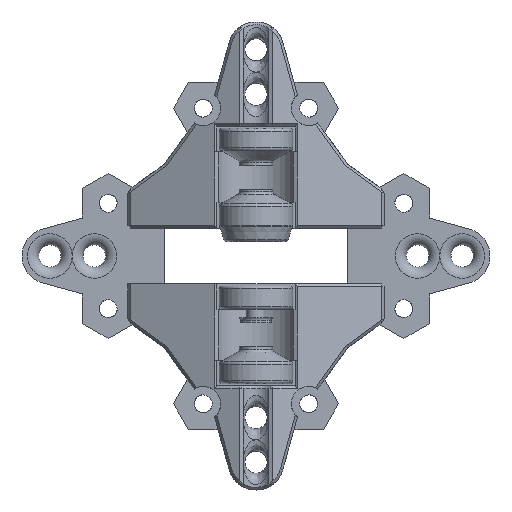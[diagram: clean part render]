
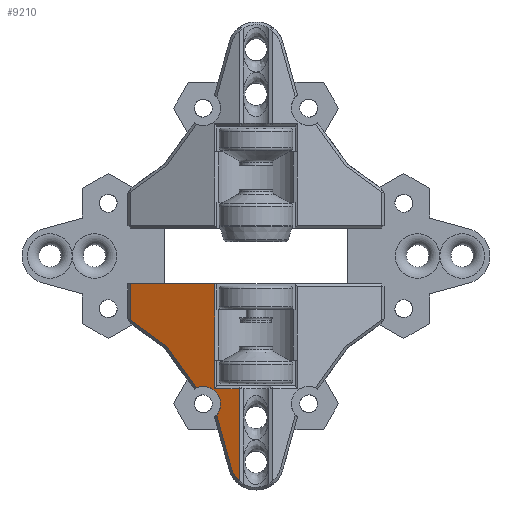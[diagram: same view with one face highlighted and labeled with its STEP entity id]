
A CAD part, front view. The second image highlights one B-rep face of the part: STEP entity #9210.
In plain terms, the highlighted face is planar.
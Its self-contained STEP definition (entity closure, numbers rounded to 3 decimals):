
#62=ELLIPSE('',#9957,4.105,3.541);
#87=ELLIPSE('',#10189,3.382,3.125);
#720=PLANE('',#10188);
#1194=FACE_OUTER_BOUND('',#1766,.T.);
#1766=EDGE_LOOP('',(#8107,#8108,#8109,#8110,#8111,#8112,#8113,#8114,#8115,
#8116,#8117,#8118,#8119,#8120));
#2153=LINE('',#15869,#2822);
#2163=LINE('',#15897,#2832);
#2269=LINE('',#16696,#2938);
#2271=LINE('',#16699,#2940);
#2276=LINE('',#16708,#2945);
#2294=LINE('',#16763,#2963);
#2310=LINE('',#16801,#2979);
#2312=LINE('',#16805,#2981);
#2316=LINE('',#16815,#2985);
#2322=LINE('',#16831,#2991);
#2328=LINE('',#16869,#2997);
#2347=LINE('',#17221,#3016);
#2822=VECTOR('',#11638,10.);
#2832=VECTOR('',#11662,10.);
#2938=VECTOR('',#11880,10.);
#2940=VECTOR('',#11884,10.);
#2945=VECTOR('',#11891,10.);
#2963=VECTOR('',#11919,10.);
#2979=VECTOR('',#11945,10.);
#2981=VECTOR('',#11949,10.);
#2985=VECTOR('',#11957,10.);
#2991=VECTOR('',#11969,10.);
#2997=VECTOR('',#11979,10.);
#3016=VECTOR('',#12020,10.);
#4140=VERTEX_POINT('',#15866);
#4141=VERTEX_POINT('',#15868);
#4152=VERTEX_POINT('',#15896);
#4243=VERTEX_POINT('',#16678);
#4249=VERTEX_POINT('',#16693);
#4250=VERTEX_POINT('',#16695);
#4252=VERTEX_POINT('',#16704);
#4286=VERTEX_POINT('',#16798);
#4287=VERTEX_POINT('',#16800);
#4288=VERTEX_POINT('',#16804);
#4292=VERTEX_POINT('',#16814);
#4296=VERTEX_POINT('',#16827);
#4300=VERTEX_POINT('',#16839);
#4305=VERTEX_POINT('',#16904);
#5206=EDGE_CURVE('',#4140,#4141,#2153,.T.);
#5220=EDGE_CURVE('',#4141,#4152,#2163,.T.);
#5367=EDGE_CURVE('',#4249,#4250,#2269,.T.);
#5369=EDGE_CURVE('',#4250,#4243,#2271,.T.);
#5374=EDGE_CURVE('',#4243,#4252,#2276,.T.);
#5396=EDGE_CURVE('',#4252,#4140,#2294,.T.);
#5414=EDGE_CURVE('',#4286,#4287,#2310,.T.);
#5416=EDGE_CURVE('',#4287,#4288,#2312,.T.);
#5421=EDGE_CURVE('',#4152,#4292,#2316,.T.);
#5428=EDGE_CURVE('',#4292,#4296,#2322,.T.);
#5436=EDGE_CURVE('',#4296,#4300,#2328,.T.);
#5442=EDGE_CURVE('',#4300,#4305,#62,.T.);
#5469=EDGE_CURVE('',#4305,#4286,#2347,.T.);
#5753=EDGE_CURVE('',#4249,#4288,#87,.T.);
#8107=ORIENTED_EDGE('',*,*,#5206,.F.);
#8108=ORIENTED_EDGE('',*,*,#5396,.F.);
#8109=ORIENTED_EDGE('',*,*,#5374,.F.);
#8110=ORIENTED_EDGE('',*,*,#5369,.F.);
#8111=ORIENTED_EDGE('',*,*,#5367,.F.);
#8112=ORIENTED_EDGE('',*,*,#5753,.T.);
#8113=ORIENTED_EDGE('',*,*,#5416,.F.);
#8114=ORIENTED_EDGE('',*,*,#5414,.F.);
#8115=ORIENTED_EDGE('',*,*,#5469,.F.);
#8116=ORIENTED_EDGE('',*,*,#5442,.F.);
#8117=ORIENTED_EDGE('',*,*,#5436,.F.);
#8118=ORIENTED_EDGE('',*,*,#5428,.F.);
#8119=ORIENTED_EDGE('',*,*,#5421,.F.);
#8120=ORIENTED_EDGE('',*,*,#5220,.F.);
#9210=ADVANCED_FACE('',(#1194),#720,.F.);
#9957=AXIS2_PLACEMENT_3D('',#16911,#11983,#11984);
#10188=AXIS2_PLACEMENT_3D('',#20205,#12558,#12559);
#10189=AXIS2_PLACEMENT_3D('',#20206,#12560,#12561);
#11638=DIRECTION('',(0.,0.,1.));
#11662=DIRECTION('',(0.924,0.383,0.));
#11880=DIRECTION('',(0.57,0.236,-0.787));
#11884=DIRECTION('',(0.768,0.318,-0.556));
#11891=DIRECTION('',(0.,0.,-1.));
#11919=DIRECTION('',(-0.924,-0.383,0.));
#11945=DIRECTION('',(0.265,0.11,-0.958));
#11949=DIRECTION('',(0.57,0.236,-0.787));
#11957=DIRECTION('',(0.,0.,1.));
#11969=DIRECTION('',(-0.924,-0.383,0.));
#11979=DIRECTION('',(0.,0.,1.));
#11983=DIRECTION('center_axis',(-0.383,0.924,0.));
#11984=DIRECTION('ref_axis',(0.728,0.301,-0.616));
#12020=DIRECTION('',(0.265,0.11,-0.958));
#12558=DIRECTION('center_axis',(-0.383,0.924,0.));
#12559=DIRECTION('ref_axis',(0.924,0.383,0.));
#12560=DIRECTION('center_axis',(-0.383,0.924,0.));
#12561=DIRECTION('ref_axis',(0.924,0.383,0.));
#15866=CARTESIAN_POINT('',(7.391,-19.939,5.));
#15868=CARTESIAN_POINT('',(7.391,-19.939,18.7));
#15869=CARTESIAN_POINT('',(7.391,-19.939,0.));
#15896=CARTESIAN_POINT('',(7.462,-19.909,18.7));
#15897=CARTESIAN_POINT('',(7.44,-19.918,18.7));
#16678=CARTESIAN_POINT('',(22.538,-13.664,11.48));
#16693=CARTESIAN_POINT('',(10.69,-18.572,23.65));
#16695=CARTESIAN_POINT('',(16.153,-16.309,16.1));
#16696=CARTESIAN_POINT('',(12.758,-17.715,20.792));
#16699=CARTESIAN_POINT('',(15.549,-16.559,16.537));
#16704=CARTESIAN_POINT('',(22.538,-13.664,5.));
#16708=CARTESIAN_POINT('',(22.538,-13.664,5.874));
#16763=CARTESIAN_POINT('',(10.584,-18.616,5.));
#16798=CARTESIAN_POINT('',(4.391,-21.181,38.139));
#16800=CARTESIAN_POINT('',(6.989,-20.105,28.766));
#16801=CARTESIAN_POINT('',(9.463,-19.08,19.84));
#16804=CARTESIAN_POINT('',(7.119,-20.051,28.586));
#16805=CARTESIAN_POINT('',(12.758,-17.715,20.792));
#16814=CARTESIAN_POINT('',(7.462,-19.909,23.8));
#16815=CARTESIAN_POINT('',(7.462,-19.909,11.65));
#16827=CARTESIAN_POINT('',(3.003,-21.756,23.8));
#16831=CARTESIAN_POINT('',(1.27,-22.474,23.8));
#16839=CARTESIAN_POINT('',(3.002,-21.756,40.373));
#16869=CARTESIAN_POINT('',(3.003,-21.756,0.));
#16904=CARTESIAN_POINT('',(4.376,-21.187,38.192));
#16911=CARTESIAN_POINT('Origin',(0.923,-22.618,37.638));
#17221=CARTESIAN_POINT('',(4.376,-21.187,38.192));
#20205=CARTESIAN_POINT('Origin',(2.541,-21.948,0.));
#20206=CARTESIAN_POINT('Origin',(9.47,-19.077,26.527));
